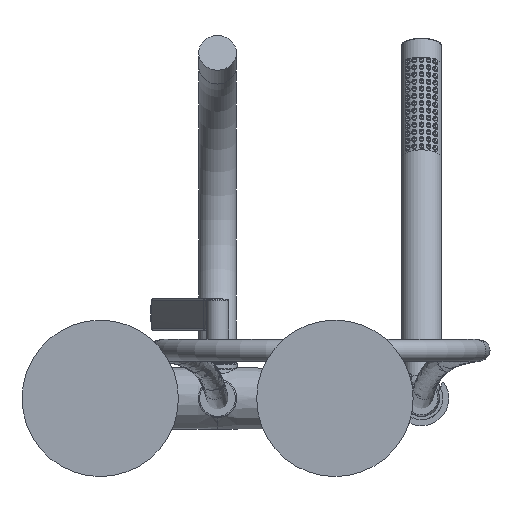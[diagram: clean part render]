
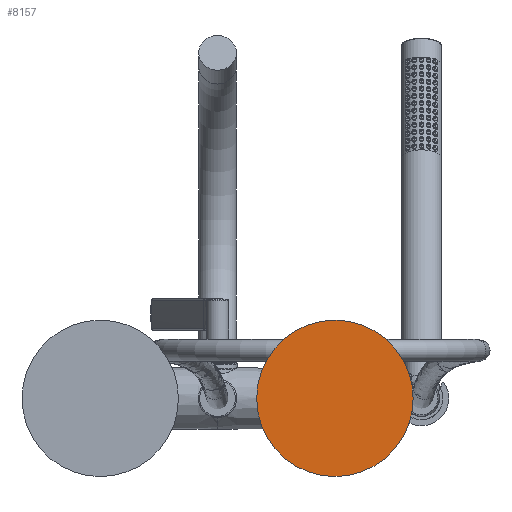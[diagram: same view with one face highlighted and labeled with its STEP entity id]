
A CAD part, front view. The second image highlights one B-rep face of the part: STEP entity #8157.
In plain terms, the highlighted planar face has unit normal (0, -1, 0).
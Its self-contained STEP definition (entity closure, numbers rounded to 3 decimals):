
#1978 = EDGE_LOOP ( 'NONE', ( #19659 ) ) ;
#3271 = CARTESIAN_POINT ( 'NONE',  ( 0., 0., 0. ) ) ;
#4840 = DIRECTION ( 'NONE',  ( 0., 0., -1. ) ) ;
#4997 = VERTEX_POINT ( 'NONE', #13916 ) ;
#5050 = CIRCLE ( 'NONE', #18739, 50. ) ;
#8157 = ADVANCED_FACE ( 'NONE', ( #11397 ), #9679, .F. ) ;
#8161 = DIRECTION ( 'NONE',  ( 0., 0., 1. ) ) ;
#8470 = AXIS2_PLACEMENT_3D ( 'NONE', #14358, #17499, #8161 ) ;
#9679 = PLANE ( 'NONE',  #8470 ) ;
#11397 = FACE_OUTER_BOUND ( 'NONE', #1978, .T. ) ;
#13916 = CARTESIAN_POINT ( 'NONE',  ( 0., 0., -50. ) ) ;
#14147 = DIRECTION ( 'NONE',  ( 0., -1., 0. ) ) ;
#14358 = CARTESIAN_POINT ( 'NONE',  ( 0., 0., 0. ) ) ;
#16740 = EDGE_CURVE ( 'NONE', #4997, #4997, #5050, .T. ) ;
#17499 = DIRECTION ( 'NONE',  ( 0., 1., 0. ) ) ;
#18739 = AXIS2_PLACEMENT_3D ( 'NONE', #3271, #14147, #4840 ) ;
#19659 = ORIENTED_EDGE ( 'NONE', *, *, #16740, .T. ) ;
